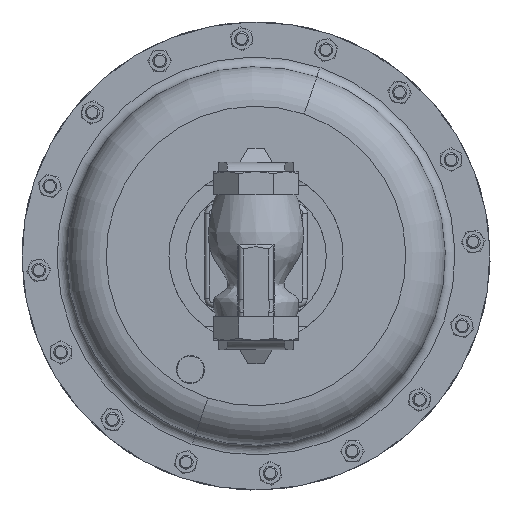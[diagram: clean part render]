
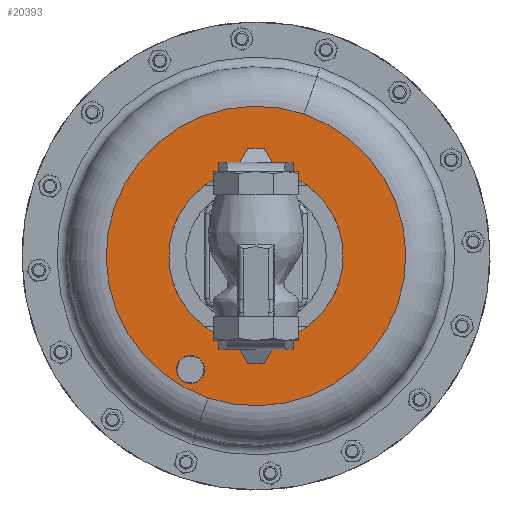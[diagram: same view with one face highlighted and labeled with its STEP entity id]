
A CAD part, front view. The second image highlights one B-rep face of the part: STEP entity #20393.
In plain terms, the highlighted planar face has unit normal (0, -1, 0).
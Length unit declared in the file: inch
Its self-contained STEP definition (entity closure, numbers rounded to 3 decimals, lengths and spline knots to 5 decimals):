
#228 = DIRECTION ( 'NONE',  ( 0., 1., 0. ) ) ;
#613 = ORIENTED_EDGE ( 'NONE', *, *, #32787, .F. ) ;
#1541 = ORIENTED_EDGE ( 'NONE', *, *, #10495, .F. ) ;
#2065 = AXIS2_PLACEMENT_3D ( 'NONE', #25906, #9776, #28621 ) ;
#2331 = VERTEX_POINT ( 'NONE', #25372 ) ;
#2370 = DIRECTION ( 'NONE',  ( 0.321, 0., 0.947 ) ) ;
#2676 = EDGE_CURVE ( 'NONE', #4463, #2331, #9543, .T. ) ;
#4463 = VERTEX_POINT ( 'NONE', #22032 ) ;
#5063 = CARTESIAN_POINT ( 'NONE',  ( -1.87054, 7.835, -5.63619 ) ) ;
#6009 = EDGE_LOOP ( 'NONE', ( #22118, #12002 ) ) ;
#6047 = DIRECTION ( 'NONE',  ( 0., 1., 0. ) ) ;
#7055 = CARTESIAN_POINT ( 'NONE',  ( 0., 7.835, -2.25 ) ) ;
#7426 = AXIS2_PLACEMENT_3D ( 'NONE', #22203, #6047, #24872 ) ;
#9452 = ORIENTED_EDGE ( 'NONE', *, *, #19127, .F. ) ;
#9543 = CIRCLE ( 'NONE', #7426, 4. ) ;
#9747 = DIRECTION ( 'NONE',  ( 0., 0., -1. ) ) ;
#9776 = DIRECTION ( 'NONE',  ( 0., 1., 0. ) ) ;
#9806 = EDGE_LOOP ( 'NONE', ( #613, #1541 ) ) ;
#10495 = EDGE_CURVE ( 'NONE', #27984, #14084, #34434, .T. ) ;
#11001 = AXIS2_PLACEMENT_3D ( 'NONE', #15267, #34119, #18001 ) ;
#12002 = ORIENTED_EDGE ( 'NONE', *, *, #12675, .T. ) ;
#12252 = FACE_BOUND ( 'NONE', #9806, .T. ) ;
#12493 = CIRCLE ( 'NONE', #25210, 2.325 ) ;
#12675 = EDGE_CURVE ( 'NONE', #14129, #29473, #24613, .T. ) ;
#14084 = VERTEX_POINT ( 'NONE', #14802 ) ;
#14129 = VERTEX_POINT ( 'NONE', #25755 ) ;
#14763 = DIRECTION ( 'NONE',  ( 0., 1., 0. ) ) ;
#14802 = CARTESIAN_POINT ( 'NONE',  ( -2.325, 7.835, -2.25 ) ) ;
#15267 = CARTESIAN_POINT ( 'NONE',  ( 0., 7.835, -2.25 ) ) ;
#16312 = CARTESIAN_POINT ( 'NONE',  ( 0., 7.835, -2.25 ) ) ;
#16971 = CIRCLE ( 'NONE', #28278, 4. ) ;
#17782 = EDGE_LOOP ( 'NONE', ( #30795, #9452 ) ) ;
#18001 = DIRECTION ( 'NONE',  ( 0., 0., -1. ) ) ;
#18502 = DIRECTION ( 'NONE',  ( 0., -1., 0. ) ) ;
#19040 = DIRECTION ( 'NONE',  ( -0.321, 0., -0.947 ) ) ;
#19127 = EDGE_CURVE ( 'NONE', #2331, #4463, #16971, .T. ) ;
#20393 = ADVANCED_FACE ( 'NONE', ( #12252, #33769, #21122 ), #29212, .T. ) ;
#21122 = FACE_BOUND ( 'NONE', #6009, .T. ) ;
#21324 = AXIS2_PLACEMENT_3D ( 'NONE', #34513, #18502, #2370 ) ;
#22032 = CARTESIAN_POINT ( 'NONE',  ( -1.28576, 7.835, -6.03772 ) ) ;
#22118 = ORIENTED_EDGE ( 'NONE', *, *, #22265, .T. ) ;
#22203 = CARTESIAN_POINT ( 'NONE',  ( 0., 7.835, -2.25 ) ) ;
#22265 = EDGE_CURVE ( 'NONE', #29473, #14129, #22807, .T. ) ;
#22807 = CIRCLE ( 'NONE', #29906, 0.375 ) ;
#24613 = CIRCLE ( 'NONE', #2065, 0.375 ) ;
#24872 = DIRECTION ( 'NONE',  ( -0.321, 0., -0.947 ) ) ;
#25210 = AXIS2_PLACEMENT_3D ( 'NONE', #7055, #25872, #9747 ) ;
#25372 = CARTESIAN_POINT ( 'NONE',  ( 1.28576, 7.835, 1.53772 ) ) ;
#25755 = CARTESIAN_POINT ( 'NONE',  ( -1.62946, 7.835, -4.92599 ) ) ;
#25872 = DIRECTION ( 'NONE',  ( 0., -1., 0. ) ) ;
#25906 = CARTESIAN_POINT ( 'NONE',  ( -1.75, 7.835, -5.28109 ) ) ;
#26946 = CARTESIAN_POINT ( 'NONE',  ( 2.325, 7.835, -2.25 ) ) ;
#27984 = VERTEX_POINT ( 'NONE', #26946 ) ;
#28278 = AXIS2_PLACEMENT_3D ( 'NONE', #16312, #228, #19040 ) ;
#28621 = DIRECTION ( 'NONE',  ( -0.321, 0., -0.947 ) ) ;
#29212 = PLANE ( 'NONE',  #21324 ) ;
#29473 = VERTEX_POINT ( 'NONE', #5063 ) ;
#29906 = AXIS2_PLACEMENT_3D ( 'NONE', #30912, #14763, #33644 ) ;
#30795 = ORIENTED_EDGE ( 'NONE', *, *, #2676, .F. ) ;
#30912 = CARTESIAN_POINT ( 'NONE',  ( -1.75, 7.835, -5.28109 ) ) ;
#32787 = EDGE_CURVE ( 'NONE', #14084, #27984, #12493, .T. ) ;
#33644 = DIRECTION ( 'NONE',  ( -0.321, 0., -0.947 ) ) ;
#33769 = FACE_OUTER_BOUND ( 'NONE', #17782, .T. ) ;
#34119 = DIRECTION ( 'NONE',  ( 0., -1., 0. ) ) ;
#34434 = CIRCLE ( 'NONE', #11001, 2.325 ) ;
#34513 = CARTESIAN_POINT ( 'NONE',  ( -3.78772, 7.835, -0.96424 ) ) ;
